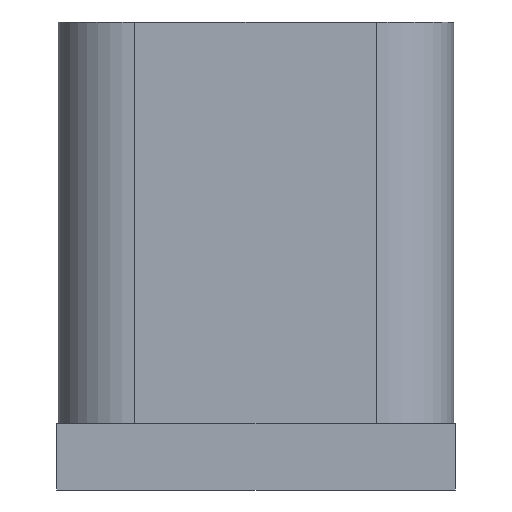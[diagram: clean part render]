
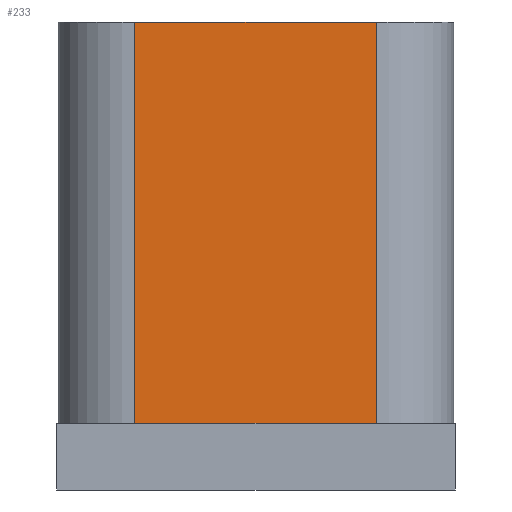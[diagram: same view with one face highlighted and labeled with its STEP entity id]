
A CAD part, front view. The second image highlights one B-rep face of the part: STEP entity #233.
In plain terms, the highlighted planar face has unit normal (0, -1, 0).
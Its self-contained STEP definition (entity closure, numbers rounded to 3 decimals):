
#154 = VERTEX_POINT('',#155);
#155 = CARTESIAN_POINT('',(1.745,0.025,1.5));
#171 = VERTEX_POINT('',#172);
#172 = CARTESIAN_POINT('',(7.174,0.025,1.5));
#179 = EDGE_CURVE('',#154,#171,#180,.T.);
#180 = LINE('',#181,#182);
#181 = CARTESIAN_POINT('',(1.745,0.025,1.5));
#182 = VECTOR('',#183,1.);
#183 = DIRECTION('',(1.,0.,0.));
#214 = VERTEX_POINT('',#215);
#215 = CARTESIAN_POINT('',(1.745,0.025,10.5));
#222 = EDGE_CURVE('',#154,#214,#223,.T.);
#223 = LINE('',#224,#225);
#224 = CARTESIAN_POINT('',(1.745,0.025,1.5));
#225 = VECTOR('',#226,1.);
#226 = DIRECTION('',(0.,0.,1.));
#233 = ADVANCED_FACE('',(#234),#252,.F.);
#234 = FACE_BOUND('',#235,.F.);
#235 = EDGE_LOOP('',(#236,#237,#245,#251));
#236 = ORIENTED_EDGE('',*,*,#222,.T.);
#237 = ORIENTED_EDGE('',*,*,#238,.T.);
#238 = EDGE_CURVE('',#214,#239,#241,.T.);
#239 = VERTEX_POINT('',#240);
#240 = CARTESIAN_POINT('',(7.174,0.025,10.5));
#241 = LINE('',#242,#243);
#242 = CARTESIAN_POINT('',(1.745,0.025,10.5));
#243 = VECTOR('',#244,1.);
#244 = DIRECTION('',(1.,0.,0.));
#245 = ORIENTED_EDGE('',*,*,#246,.F.);
#246 = EDGE_CURVE('',#171,#239,#247,.T.);
#247 = LINE('',#248,#249);
#248 = CARTESIAN_POINT('',(7.174,0.025,1.5));
#249 = VECTOR('',#250,1.);
#250 = DIRECTION('',(0.,0.,1.));
#251 = ORIENTED_EDGE('',*,*,#179,.F.);
#252 = PLANE('',#253);
#253 = AXIS2_PLACEMENT_3D('',#254,#255,#256);
#254 = CARTESIAN_POINT('',(1.745,0.025,1.5));
#255 = DIRECTION('',(0.,1.,0.));
#256 = DIRECTION('',(1.,0.,0.));
